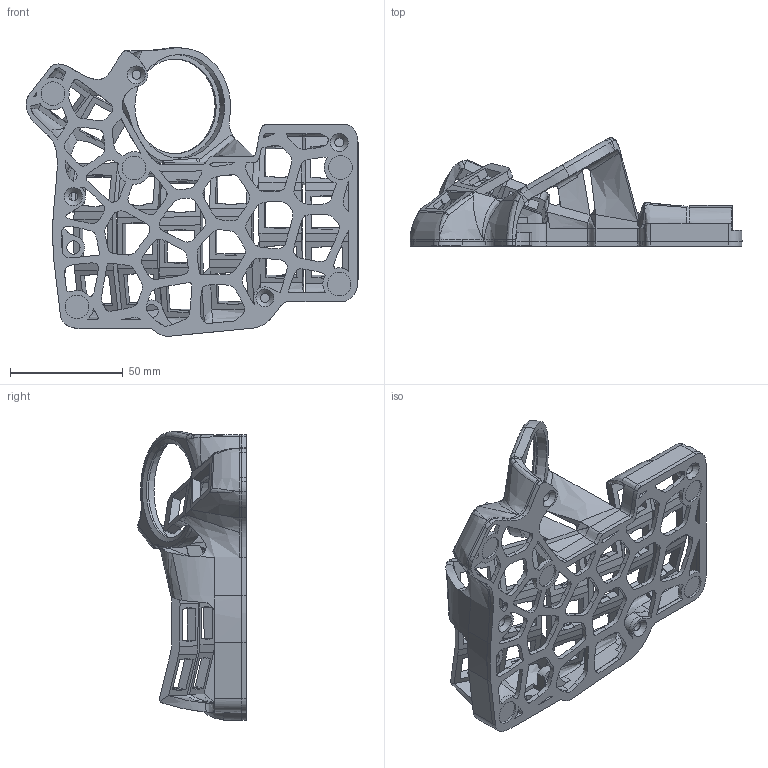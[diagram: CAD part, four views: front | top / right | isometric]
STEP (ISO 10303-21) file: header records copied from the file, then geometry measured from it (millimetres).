
FILE_DESCRIPTION(/* description */ (''),/* implementation_level */ '2;1');
FILE_NAME(/* name */ 'CMini_v1_v11.step',/* time_stamp */ '2023-10-10T09:51:53+02:00',/* author */ (''),/* organization */ (''),/* preprocessor_version */ 'ST-DEVELOPER v20',/* originating_system */ 'Autodesk Translation Framework v12.14.0.127',/* authorisation */ '');
FILE_SCHEMA (('AUTOMOTIVE_DESIGN { 1 0 10303 214 3 1 1 }'));
Products named in the file (2): MINI_eliteC; plate
Assembly tree (1 placements, depth 2):
  MINI_eliteC
    plate
Bounding box: 147.36 x 48.19 x 128.07 mm (x, y, z)
Volume: 65967.2 mm3; surface area: 59154.9 mm2
Topology: 2 solids, 2 shells, 977 faces, 2872 edges, 1880 vertices
Faces by surface type: bspline 476, plane 443, cylinder 49, cone 5, torus 2, sphere 2
Full cylindrical faces by diameter (mm): 5.2 x1, 5.9 x6, 10.5 x5, 42 x1, 46 x1
Entity records: 43780 total; most frequent: CARTESIAN_POINT 21800, ORIENTED_EDGE 5736, EDGE_CURVE 2868, DIRECTION 2861, VERTEX_POINT 1880, LINE 1557, VECTOR 1557, EDGE_LOOP 1122
